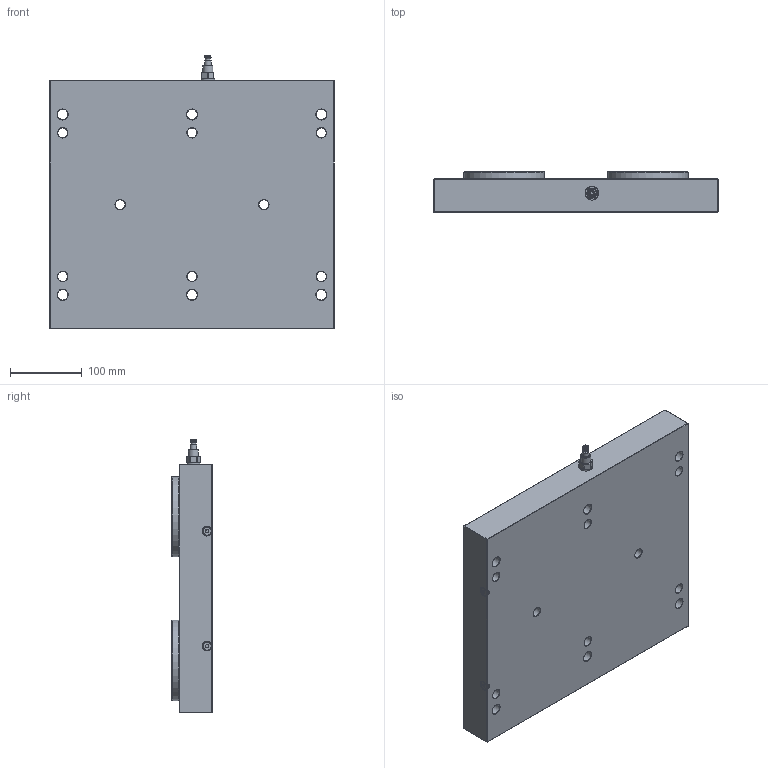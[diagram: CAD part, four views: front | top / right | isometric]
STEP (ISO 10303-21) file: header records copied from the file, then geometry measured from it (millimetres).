
FILE_DESCRIPTION (( 'STEP AP214' ), '1' );
FILE_NAME ('STARK_805 307_A.STEP', '2022-02-28T13:00:00', ( '' ), ( '' ), 'SwSTEP 2.0', 'SolidWorks 2021', '' );
FILE_SCHEMA (( 'AUTOMOTIVE_DESIGN' ));
Length unit declared in the file: millimetre
Products named in the file (1): STARK_805 307_A
Bounding box: 396 x 56 x 381.2 mm (x, y, z)
Volume: 6438689.2 mm3; surface area: 427349.5 mm2
Topology: 1 solids, 11 shells, 1637 faces, 4174 edges, 2702 vertices
Faces by surface type: plane 785, cylinder 314, cone 305, torus 137, bspline 48, sphere 48
Full cylindrical faces by diameter (mm): 4.2 x1, 6 x32, 6.6 x1, 6.8 x32, 7.5 x1, 8.1 x1, 8.6 x4, 9 x2, 10 x32, 10.2 x1, 11 x32, 12 x4, 13.2 x1, 13.3 x4, 13.5 x12, 14 x1, 14.5 x6, 18.9 x1, 20 x8, 21 x6, 41 x8, 41.2 x4, 112 x4
Entity records: 66011 total; most frequent: CARTESIAN_POINT 17908, DIRECTION 7082, ORIENTED_EDGE 6808, EDGE_CURVE 3404, AXIS2_PLACEMENT_3D 2826, VERTEX_POINT 2452, EDGE_LOOP 2410, FACE_OUTER_BOUND 1876
